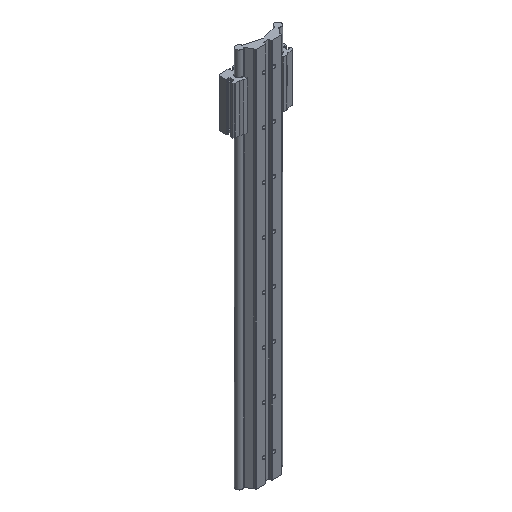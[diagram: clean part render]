
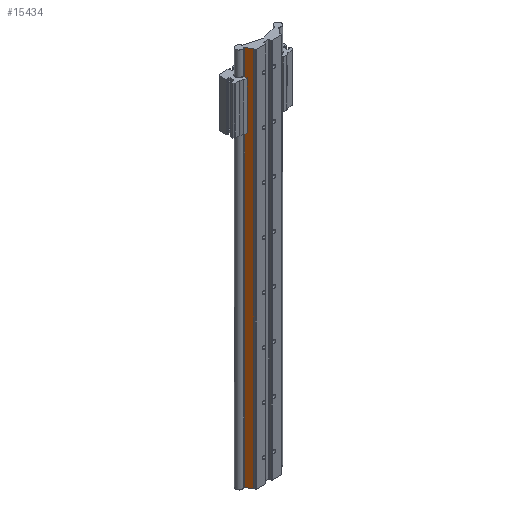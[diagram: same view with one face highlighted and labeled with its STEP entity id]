
A CAD part, isometric view. The second image highlights one B-rep face of the part: STEP entity #15434.
In plain terms, the highlighted planar face has unit normal (-0.788, -0.616, 0).
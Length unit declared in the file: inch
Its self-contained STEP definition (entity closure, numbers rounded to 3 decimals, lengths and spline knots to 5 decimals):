
#115 = DIRECTION ( 'NONE',  ( 0., 0., 1. ) ) ;
#236 = DIRECTION ( 'NONE',  ( 0., 0., 1. ) ) ;
#476 = DIRECTION ( 'NONE',  ( -0.788, -0.616, 0. ) ) ;
#559 = DIRECTION ( 'NONE',  ( 0.616, -0.788, 0. ) ) ;
#840 = DIRECTION ( 'NONE',  ( 0.616, -0.788, 0. ) ) ;
#1213 = EDGE_CURVE ( 'NONE', #3580, #3838, #15254, .T. ) ;
#1471 = VECTOR ( 'NONE', #4222, 39.37008 ) ;
#1755 = ORIENTED_EDGE ( 'NONE', *, *, #12339, .T. ) ;
#2873 = VERTEX_POINT ( 'NONE', #8757 ) ;
#3057 = VECTOR ( 'NONE', #840, 39.37008 ) ;
#3580 = VERTEX_POINT ( 'NONE', #7008 ) ;
#3783 = VERTEX_POINT ( 'NONE', #5004 ) ;
#3838 = VERTEX_POINT ( 'NONE', #13950 ) ;
#3945 = EDGE_CURVE ( 'NONE', #2873, #3783, #13178, .T. ) ;
#4222 = DIRECTION ( 'NONE',  ( 0.616, -0.788, 0. ) ) ;
#5004 = CARTESIAN_POINT ( 'NONE',  ( -2.15549, 0.91628, 0. ) ) ;
#5479 = CARTESIAN_POINT ( 'NONE',  ( -2.15549, 0.91628, 0. ) ) ;
#6899 = ORIENTED_EDGE ( 'NONE', *, *, #1213, .T. ) ;
#7008 = CARTESIAN_POINT ( 'NONE',  ( -1.65354, 0.27382, -48. ) ) ;
#7488 = ORIENTED_EDGE ( 'NONE', *, *, #11983, .F. ) ;
#8066 = VECTOR ( 'NONE', #115, 39.37008 ) ;
#8670 = CARTESIAN_POINT ( 'NONE',  ( -1.65354, 0.27382, -48. ) ) ;
#8757 = CARTESIAN_POINT ( 'NONE',  ( -2.15549, 0.91628, -48. ) ) ;
#9402 = VECTOR ( 'NONE', #236, 39.37008 ) ;
#9869 = AXIS2_PLACEMENT_3D ( 'NONE', #13182, #476, #559 ) ;
#11764 = CARTESIAN_POINT ( 'NONE',  ( -2.15549, 0.91628, -48. ) ) ;
#11918 = LINE ( 'NONE', #5479, #1471 ) ;
#11983 = EDGE_CURVE ( 'NONE', #3783, #3838, #11918, .T. ) ;
#12339 = EDGE_CURVE ( 'NONE', #2873, #3580, #12377, .T. ) ;
#12377 = LINE ( 'NONE', #14910, #3057 ) ;
#13178 = LINE ( 'NONE', #11764, #9402 ) ;
#13182 = CARTESIAN_POINT ( 'NONE',  ( -2.15549, 0.91628, -48. ) ) ;
#13950 = CARTESIAN_POINT ( 'NONE',  ( -1.65354, 0.27382, 0. ) ) ;
#14372 = PLANE ( 'NONE',  #9869 ) ;
#14542 = ORIENTED_EDGE ( 'NONE', *, *, #3945, .F. ) ;
#14910 = CARTESIAN_POINT ( 'NONE',  ( -2.15549, 0.91628, -48. ) ) ;
#14949 = EDGE_LOOP ( 'NONE', ( #7488, #14542, #1755, #6899 ) ) ;
#15254 = LINE ( 'NONE', #8670, #8066 ) ;
#15434 = ADVANCED_FACE ( 'NONE', ( #15642 ), #14372, .T. ) ;
#15642 = FACE_OUTER_BOUND ( 'NONE', #14949, .T. ) ;
